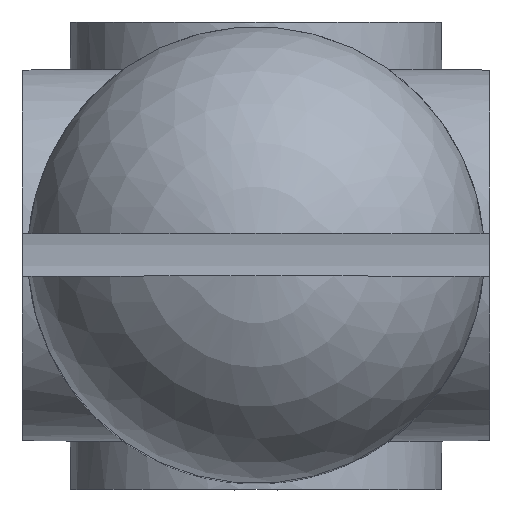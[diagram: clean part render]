
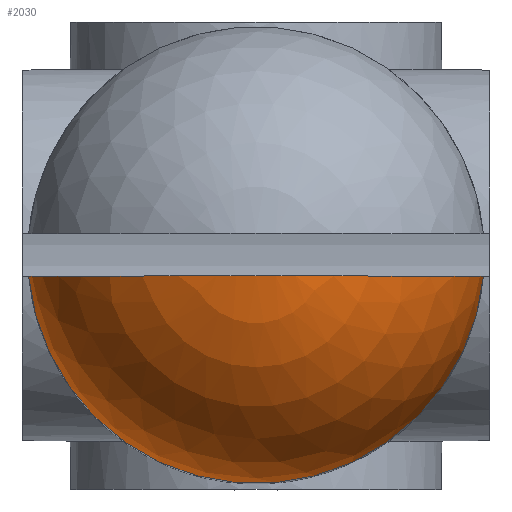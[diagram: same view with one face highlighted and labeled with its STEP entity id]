
A CAD part, top view. The second image highlights one B-rep face of the part: STEP entity #2030.
In plain terms, the highlighted spherical face has radius 10.75 mm.
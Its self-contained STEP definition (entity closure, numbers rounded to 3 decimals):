
#427=CARTESIAN_POINT('',(0.,0.,16.75));
#428=DIRECTION('',(0.,0.,-1.));
#429=DIRECTION('',(0.996,-0.093,0.));
#430=AXIS2_PLACEMENT_3D('',#427,#428,#429);
#1050=CARTESIAN_POINT('',(0.,-1.,16.75));
#1051=DIRECTION('',(0.,-1.,0.));
#1052=DIRECTION('',(1.,0.,0.));
#1053=AXIS2_PLACEMENT_3D('',#1050,#1051,#1052);
#1517=CARTESIAN_POINT('',(10.703,-1.,16.75));
#1518=CARTESIAN_POINT('',(-10.703,-1.,16.75));
#1519=VERTEX_POINT('',#1517);
#1520=VERTEX_POINT('',#1518);
#2021=CARTESIAN_POINT('',(0.,0.,16.75));
#2022=DIRECTION('',(0.,0.,1.));
#2023=DIRECTION('',(-1.,0.,0.));
#2024=AXIS2_PLACEMENT_3D('',#2021,#2022,#2023);
#2025=SPHERICAL_SURFACE('',#2024,10.75);
#2026=ORIENTED_EDGE('',*,*,#2006,.F.);
#2027=ORIENTED_EDGE('',*,*,#1669,.T.);
#2028=EDGE_LOOP('',(#2026,#2027));
#2029=FACE_OUTER_BOUND('',#2028,.F.);
#431=CIRCLE('',#430,10.75);
#1054=CIRCLE('',#1053,10.703);
#1669=EDGE_CURVE('',#1519,#1520,#431,.T.);
#2006=EDGE_CURVE('',#1519,#1520,#1054,.T.);
#2030=ADVANCED_FACE('',(#2029),#2025,.T.);
